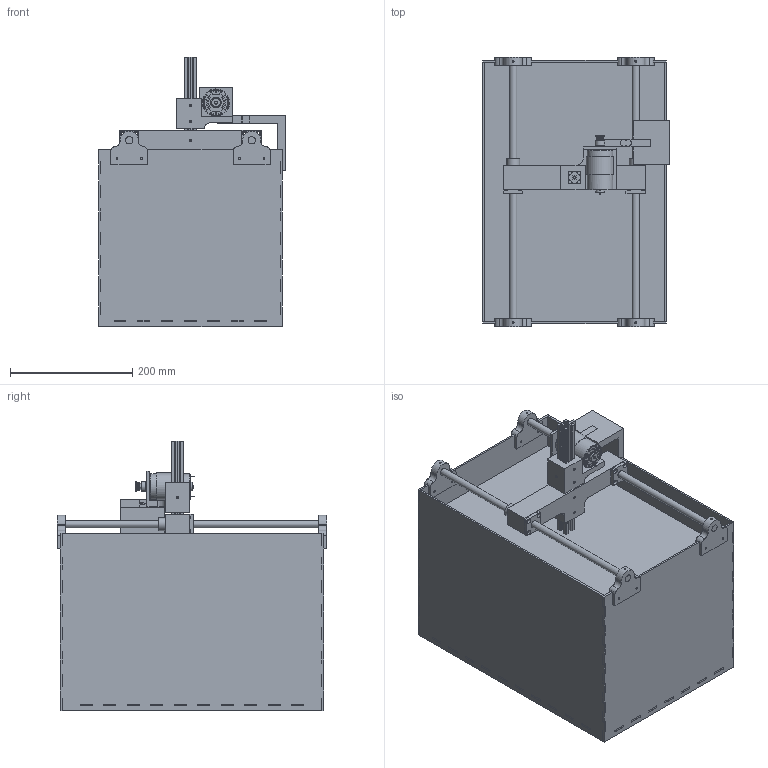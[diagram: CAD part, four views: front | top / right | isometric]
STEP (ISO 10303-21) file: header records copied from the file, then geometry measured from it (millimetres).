
FILE_DESCRIPTION(/* description */ (''),/* implementation_level */ '2;1');
FILE_NAME(/* name */ 'Prop Stand.step',/* time_stamp */ '2025-05-22T23:54:09+04:00',/* author */ (''),/* organization */ (''),/* preprocessor_version */ 'ST-DEVELOPER v20.1',/* originating_system */ 'Autodesk Translation Framework v14.4.0.0',/* authorisation */ '');
FILE_SCHEMA (('AUTOMOTIVE_DESIGN { 1 0 10303 214 3 1 1 }'));
Products named in the file (3): Prop Stand; Box; Load Sensor
Assembly tree (2 placements, depth 2):
  Prop Stand
    Box
    Load Sensor
Bounding box: 305.3 x 440.3 x 441.25 mm (x, y, z)
Volume: 30217752.4 mm3; surface area: 2022272 mm2
Topology: 49 solids, 49 shells, 2195 faces, 6133 edges, 3445 vertices
Faces by surface type: plane 905, bspline 630, cylinder 571, torus 38, cone 35, sphere 16
Full cylindrical faces by diameter (mm): 1.2 x2, 3 x26, 3.332 x15, 3.5 x14, 4 x5, 4.109 x10, 4.2 x3, 4.25 x1, 4.5 x16, 5 x7, 6 x6, 6.446 x15, 7.866 x28, 7.9 x8, 8 x6, 8.3 x1, 9.5 x1, 11.033 x4, 11.488 x4, 12 x8, 12.15 x4, 12.55 x4, 14.5 x1, 16 x4, 17.45 x4, 17.5 x1, 17.7 x2, 18.967 x4, 21 x2, 21.2 x2
Entity records: 85204 total; most frequent: CARTESIAN_POINT 33876, ORIENTED_EDGE 12266, DIRECTION 8861, EDGE_CURVE 6133, VERTEX_POINT 3509, LINE 3399, VECTOR 3399, AXIS2_PLACEMENT_3D 2731
